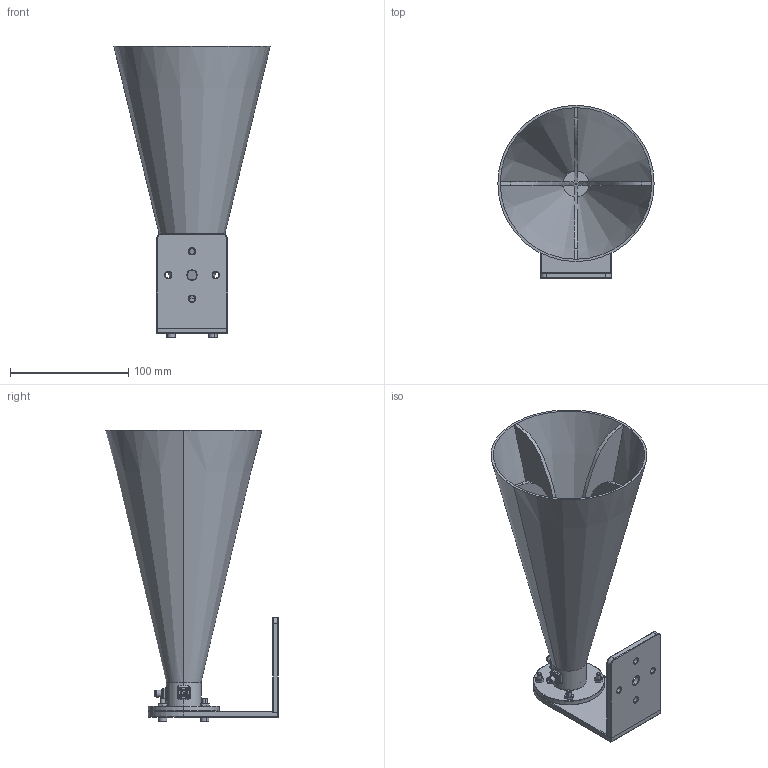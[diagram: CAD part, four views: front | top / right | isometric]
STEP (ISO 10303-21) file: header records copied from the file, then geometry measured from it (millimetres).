
FILE_DESCRIPTION (( 'STEP AP214' ), '1' );
FILE_NAME ('FMWAN1173_3D.step', '2023-05-01T16:05:00', ( '' ), ( '' ), 'SwSTEP 2.0', 'SolidWorks 2022', '' );
FILE_SCHEMA (( 'AUTOMOTIVE_DESIGN' ));
Length unit declared in the file: inch
Products named in the file (13): 1173 ____-2^1173____ _______FMWAN1173; FMWAN1173_3D; GB__T70__1-2000________________M4__16^FMWAN1173; GB__T820-2000________________M2__5__10^1173____ _______FMWAN1173; 1173 ____-0^FMWAN1173; SMA-KFD(TB)^FMWAN1173; 1173 __II^FMWAN1173; GB__T6172__1-2000__________A____B__M4^FMWAN1173; 1173 ____^FMWAN1173; GB__T818-2000______________M1__6__6^FMWAN1173; 1173____ ______^FMWAN1173; 1173 __I^FMWAN1173; 1173 ____-1^1173____ _______FMWAN1173
Assembly tree (28 placements, depth 3):
  FMWAN1173_3D
    1173____ ______^FMWAN1173
      1173 ____-1^1173____ _______FMWAN1173
      1173 ____-2^1173____ _______FMWAN1173
      GB__T820-2000________________M2__5__10^1173____ _______FMWAN1173  x3
    1173 ____^FMWAN1173
    1173 __I^FMWAN1173
    1173 __II^FMWAN1173
    1173 ____-0^FMWAN1173
    SMA-KFD(TB)^FMWAN1173  x2
    GB__T818-2000______________M1__6__6^FMWAN1173  x8
    GB__T70__1-2000________________M4__16^FMWAN1173  x4
    GB__T6172__1-2000__________A____B__M4^FMWAN1173  x4
Bounding box: 132 x 146 x 246.24 mm (x, y, z)
Volume: 248608.1 mm3; surface area: 202036.2 mm2
Topology: 29 solids, 29 shells, 1104 faces, 2553 edges, 1494 vertices
Faces by surface type: plane 352, cylinder 351, cone 316, torus 60, sphere 13, bspline 12
Entity records: 20597 total; most frequent: CARTESIAN_POINT 4313, DIRECTION 3499, ORIENTED_EDGE 3054, EDGE_CURVE 1527, AXIS2_PLACEMENT_3D 1376, VERTEX_POINT 944, EDGE_LOOP 799, LINE 747
